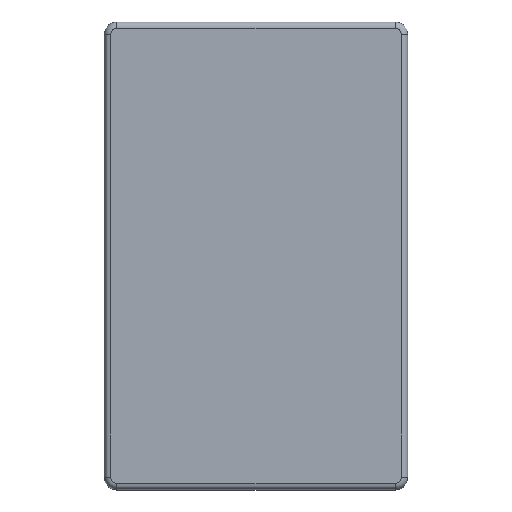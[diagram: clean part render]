
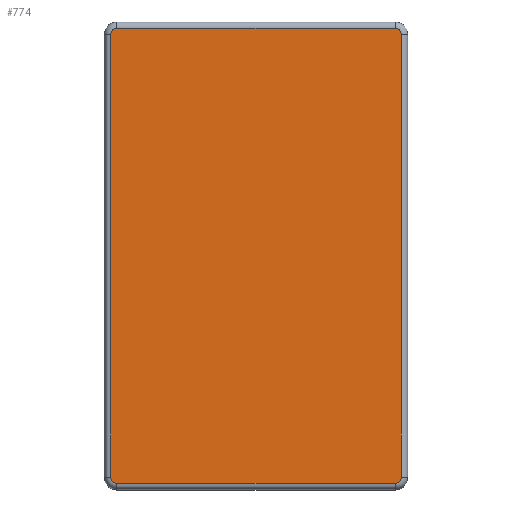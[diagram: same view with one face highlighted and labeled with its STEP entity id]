
A CAD part, top view. The second image highlights one B-rep face of the part: STEP entity #774.
In plain terms, the highlighted planar face has unit normal (0, 0, 1).
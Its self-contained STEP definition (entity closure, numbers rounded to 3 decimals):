
#30=DIRECTION('',(1.,0.,0.));
#79=VECTOR('',#30,1.);
#87=DIRECTION('',(0.,0.,-1.));
#94=VECTOR('',#95,1.);
#95=DIRECTION('',(0.,-1.,0.));
#103=DIRECTION('',(1.,0.,0.));
#109=VECTOR('',#110,1.);
#110=DIRECTION('',(-1.,0.,0.));
#124=VECTOR('',#125,1.);
#125=DIRECTION('',(0.,1.,0.));
#131=DIRECTION('',(-1.,0.,0.));
#174=DIRECTION('',(-1.,0.,0.));
#450=DIRECTION('',(0.,1.,0.));
#502=DIRECTION('',(0.,-1.,0.));
#617=VERTEX_POINT('',#618);
#618=CARTESIAN_POINT('',(-2.11,2.76,15.1));
#622=ORIENTED_EDGE('',*,*,#623,.T.);
#623=EDGE_CURVE('',#617,#624,#626,.T.);
#624=VERTEX_POINT('',#625);
#625=CARTESIAN_POINT('',(19.89,2.76,15.1));
#626=LINE('',#618,#79);
#639=VERTEX_POINT('',#640);
#640=CARTESIAN_POINT('',(-2.61,2.26,15.1));
#647=EDGE_CURVE('',#639,#617,#648,.T.);
#648=CIRCLE('',#649,0.5);
#649=AXIS2_PLACEMENT_3D('',#650,#87,#131);
#650=CARTESIAN_POINT('',(-2.11,2.26,15.1));
#658=VERTEX_POINT('',#659);
#659=CARTESIAN_POINT('',(20.39,2.26,15.1));
#664=EDGE_CURVE('',#624,#658,#665,.T.);
#665=CIRCLE('',#666,0.5);
#666=AXIS2_PLACEMENT_3D('',#667,#87,#450);
#667=CARTESIAN_POINT('',(19.89,2.26,15.1));
#675=VERTEX_POINT('',#676);
#676=CARTESIAN_POINT('',(-2.61,-32.74,15.1));
#680=ORIENTED_EDGE('',*,*,#681,.T.);
#681=EDGE_CURVE('',#675,#639,#682,.T.);
#682=LINE('',#676,#124);
#689=ORIENTED_EDGE('',*,*,#690,.T.);
#690=EDGE_CURVE('',#658,#691,#693,.T.);
#691=VERTEX_POINT('',#692);
#692=CARTESIAN_POINT('',(20.39,-32.74,15.1));
#693=LINE('',#659,#94);
#707=VERTEX_POINT('',#708);
#708=CARTESIAN_POINT('',(-2.11,-33.24,15.1));
#714=EDGE_CURVE('',#707,#675,#715,.T.);
#715=CIRCLE('',#716,0.5);
#716=AXIS2_PLACEMENT_3D('',#717,#87,#502);
#717=CARTESIAN_POINT('',(-2.11,-32.74,15.1));
#725=VERTEX_POINT('',#726);
#726=CARTESIAN_POINT('',(19.89,-33.24,15.1));
#731=EDGE_CURVE('',#691,#725,#732,.T.);
#732=CIRCLE('',#733,0.5);
#733=AXIS2_PLACEMENT_3D('',#734,#87,#103);
#734=CARTESIAN_POINT('',(19.89,-32.74,15.1));
#740=ORIENTED_EDGE('',*,*,#741,.T.);
#741=EDGE_CURVE('',#725,#707,#742,.T.);
#742=LINE('',#726,#109);
#774=ADVANCED_FACE('',(#775),#781,.F.);
#775=FACE_BOUND('',#776,.F.);
#776=EDGE_LOOP('',(#622,#777,#689,#778,#740,#779,#680,#780));
#777=ORIENTED_EDGE('',*,*,#664,.T.);
#778=ORIENTED_EDGE('',*,*,#731,.T.);
#779=ORIENTED_EDGE('',*,*,#714,.T.);
#780=ORIENTED_EDGE('',*,*,#647,.T.);
#781=PLANE('',#782);
#782=AXIS2_PLACEMENT_3D('',#783,#87,#174);
#783=CARTESIAN_POINT('',(8.89,-15.24,15.1));
